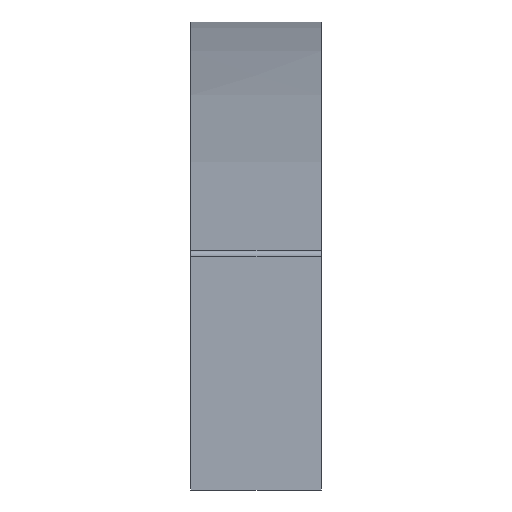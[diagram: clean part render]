
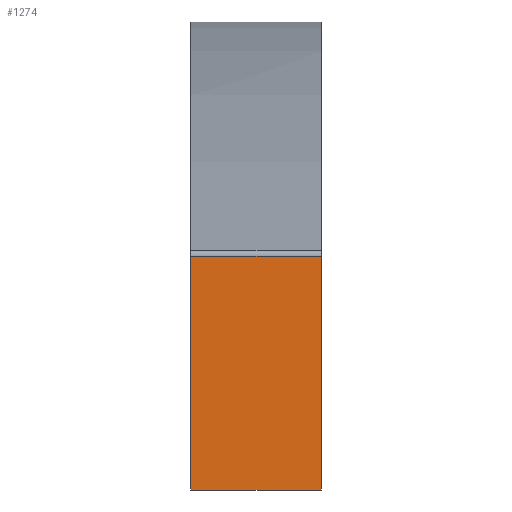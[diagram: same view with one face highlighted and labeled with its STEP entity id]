
A CAD part, left-side view. The second image highlights one B-rep face of the part: STEP entity #1274.
In plain terms, the highlighted planar face has unit normal (-1, 0, 0).
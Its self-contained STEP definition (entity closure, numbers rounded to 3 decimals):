
#32 = PLANE('',#33);
#33 = AXIS2_PLACEMENT_3D('',#34,#35,#36);
#34 = CARTESIAN_POINT('',(228.883,11.,119.071));
#35 = DIRECTION('',(0.,1.,0.));
#36 = DIRECTION('',(0.,0.,1.));
#199 = VERTEX_POINT('',#200);
#200 = CARTESIAN_POINT('',(3.113,11.,76.02));
#214 = PLANE('',#215);
#215 = AXIS2_PLACEMENT_3D('',#216,#217,#218);
#216 = CARTESIAN_POINT('',(23.113,11.,76.02));
#217 = DIRECTION('',(-0.,0.,-1.));
#218 = DIRECTION('',(-1.,0.,0.));
#226 = EDGE_CURVE('',#199,#227,#229,.T.);
#227 = VERTEX_POINT('',#228);
#228 = CARTESIAN_POINT('',(3.113,11.,115.31));
#229 = SURFACE_CURVE('',#230,(#234,#241),.PCURVE_S1.);
#230 = LINE('',#231,#232);
#231 = CARTESIAN_POINT('',(3.113,11.,76.02));
#232 = VECTOR('',#233,1.);
#233 = DIRECTION('',(0.,0.,1.));
#234 = PCURVE('',#32,#235);
#235 = DEFINITIONAL_REPRESENTATION('',(#236),#240);
#236 = LINE('',#237,#238);
#237 = CARTESIAN_POINT('',(-43.051,-225.77));
#238 = VECTOR('',#239,1.);
#239 = DIRECTION('',(1.,0.));
#240 = ( GEOMETRIC_REPRESENTATION_CONTEXT(2) 
PARAMETRIC_REPRESENTATION_CONTEXT() REPRESENTATION_CONTEXT('2D SPACE',''
  ) );
#241 = PCURVE('',#242,#247);
#242 = PLANE('',#243);
#243 = AXIS2_PLACEMENT_3D('',#244,#245,#246);
#244 = CARTESIAN_POINT('',(3.113,11.,76.02));
#245 = DIRECTION('',(-1.,0.,0.));
#246 = DIRECTION('',(0.,0.,1.));
#247 = DEFINITIONAL_REPRESENTATION('',(#248),#252);
#248 = LINE('',#249,#250);
#249 = CARTESIAN_POINT('',(0.,0.));
#250 = VECTOR('',#251,1.);
#251 = DIRECTION('',(1.,0.));
#252 = ( GEOMETRIC_REPRESENTATION_CONTEXT(2) 
PARAMETRIC_REPRESENTATION_CONTEXT() REPRESENTATION_CONTEXT('2D SPACE',''
  ) );
#300 = ( BOUNDED_SURFACE() B_SPLINE_SURFACE(2,2,(
    (#301,#302,#303,#304,#305)
    ,(#306,#307,#308,#309,#310)
    ,(#311,#312,#313,#314,#315
)),.UNSPECIFIED.,.F.,.F.,.F.) B_SPLINE_SURFACE_WITH_KNOTS((3,3),(3,1,1,3
    ),(0.,22.),(-1.346,0.,22.,23.346),.UNSPECIFIED.) 
GEOMETRIC_REPRESENTATION_ITEM() RATIONAL_B_SPLINE_SURFACE((
    (1.,1.,1.,1.,1.)
    ,(0.815,0.815,0.815,0.815
      ,0.815)
,(1.,1.,1.,1.,1.))) REPRESENTATION_ITEM('') SURFACE() );
#301 = CARTESIAN_POINT('',(3.784,12.346,116.254));
#302 = CARTESIAN_POINT('',(3.784,11.673,116.254));
#303 = CARTESIAN_POINT('',(3.784,0.,116.254));
#304 = CARTESIAN_POINT('',(3.784,-11.673,116.254));
#305 = CARTESIAN_POINT('',(3.784,-12.346,116.254));
#306 = CARTESIAN_POINT('',(3.113,12.346,116.02));
#307 = CARTESIAN_POINT('',(3.113,11.673,116.02));
#308 = CARTESIAN_POINT('',(3.113,0.,116.02));
#309 = CARTESIAN_POINT('',(3.113,-11.673,116.02));
#310 = CARTESIAN_POINT('',(3.113,-12.346,116.02));
#311 = CARTESIAN_POINT('',(3.113,12.346,115.31));
#312 = CARTESIAN_POINT('',(3.113,11.673,115.31));
#313 = CARTESIAN_POINT('',(3.113,0.,115.31));
#314 = CARTESIAN_POINT('',(3.113,-11.673,115.31));
#315 = CARTESIAN_POINT('',(3.113,-12.346,115.31));
#530 = PLANE('',#531);
#531 = AXIS2_PLACEMENT_3D('',#532,#533,#534);
#532 = CARTESIAN_POINT('',(228.883,-11.,119.071));
#533 = DIRECTION('',(0.,1.,0.));
#534 = DIRECTION('',(0.,0.,1.));
#1123 = VERTEX_POINT('',#1124);
#1124 = CARTESIAN_POINT('',(3.113,-11.,76.02));
#1145 = EDGE_CURVE('',#199,#1123,#1146,.T.);
#1146 = SURFACE_CURVE('',#1147,(#1151,#1158),.PCURVE_S1.);
#1147 = LINE('',#1148,#1149);
#1148 = CARTESIAN_POINT('',(3.113,11.,76.02));
#1149 = VECTOR('',#1150,1.);
#1150 = DIRECTION('',(0.,-1.,0.));
#1151 = PCURVE('',#214,#1152);
#1152 = DEFINITIONAL_REPRESENTATION('',(#1153),#1157);
#1153 = LINE('',#1154,#1155);
#1154 = CARTESIAN_POINT('',(20.,0.));
#1155 = VECTOR('',#1156,1.);
#1156 = DIRECTION('',(0.,-1.));
#1157 = ( GEOMETRIC_REPRESENTATION_CONTEXT(2) 
PARAMETRIC_REPRESENTATION_CONTEXT() REPRESENTATION_CONTEXT('2D SPACE',''
  ) );
#1158 = PCURVE('',#242,#1159);
#1159 = DEFINITIONAL_REPRESENTATION('',(#1160),#1164);
#1160 = LINE('',#1161,#1162);
#1161 = CARTESIAN_POINT('',(0.,0.));
#1162 = VECTOR('',#1163,1.);
#1163 = DIRECTION('',(0.,-1.));
#1164 = ( GEOMETRIC_REPRESENTATION_CONTEXT(2) 
PARAMETRIC_REPRESENTATION_CONTEXT() REPRESENTATION_CONTEXT('2D SPACE',''
  ) );
#1274 = ADVANCED_FACE('',(#1275),#242,.T.);
#1275 = FACE_BOUND('',#1276,.T.);
#1276 = EDGE_LOOP('',(#1277,#1278,#1279,#1302));
#1277 = ORIENTED_EDGE('',*,*,#226,.F.);
#1278 = ORIENTED_EDGE('',*,*,#1145,.T.);
#1279 = ORIENTED_EDGE('',*,*,#1280,.T.);
#1280 = EDGE_CURVE('',#1123,#1281,#1283,.T.);
#1281 = VERTEX_POINT('',#1282);
#1282 = CARTESIAN_POINT('',(3.113,-11.,115.31));
#1283 = SURFACE_CURVE('',#1284,(#1288,#1295),.PCURVE_S1.);
#1284 = LINE('',#1285,#1286);
#1285 = CARTESIAN_POINT('',(3.113,-11.,76.02));
#1286 = VECTOR('',#1287,1.);
#1287 = DIRECTION('',(0.,0.,1.));
#1288 = PCURVE('',#242,#1289);
#1289 = DEFINITIONAL_REPRESENTATION('',(#1290),#1294);
#1290 = LINE('',#1291,#1292);
#1291 = CARTESIAN_POINT('',(0.,-22.));
#1292 = VECTOR('',#1293,1.);
#1293 = DIRECTION('',(1.,0.));
#1294 = ( GEOMETRIC_REPRESENTATION_CONTEXT(2) 
PARAMETRIC_REPRESENTATION_CONTEXT() REPRESENTATION_CONTEXT('2D SPACE',''
  ) );
#1295 = PCURVE('',#530,#1296);
#1296 = DEFINITIONAL_REPRESENTATION('',(#1297),#1301);
#1297 = LINE('',#1298,#1299);
#1298 = CARTESIAN_POINT('',(-43.051,-225.77));
#1299 = VECTOR('',#1300,1.);
#1300 = DIRECTION('',(1.,0.));
#1301 = ( GEOMETRIC_REPRESENTATION_CONTEXT(2) 
PARAMETRIC_REPRESENTATION_CONTEXT() REPRESENTATION_CONTEXT('2D SPACE',''
  ) );
#1302 = ORIENTED_EDGE('',*,*,#1303,.F.);
#1303 = EDGE_CURVE('',#227,#1281,#1304,.T.);
#1304 = SURFACE_CURVE('',#1305,(#1311,#1320),.PCURVE_S1.);
#1305 = B_SPLINE_CURVE_WITH_KNOTS('',2,(#1306,#1307,#1308,#1309,#1310),
  .UNSPECIFIED.,.F.,.F.,(3,1,1,3),(-1.346,0.,22.,23.346),
  .UNSPECIFIED.);
#1306 = CARTESIAN_POINT('',(3.113,12.346,115.31));
#1307 = CARTESIAN_POINT('',(3.113,11.673,115.31));
#1308 = CARTESIAN_POINT('',(3.113,0.,115.31));
#1309 = CARTESIAN_POINT('',(3.113,-11.673,115.31));
#1310 = CARTESIAN_POINT('',(3.113,-12.346,115.31));
#1311 = PCURVE('',#242,#1312);
#1312 = DEFINITIONAL_REPRESENTATION('',(#1313),#1319);
#1313 = B_SPLINE_CURVE_WITH_KNOTS('',2,(#1314,#1315,#1316,#1317,#1318),
  .UNSPECIFIED.,.F.,.F.,(3,1,1,3),(-1.346,0.,22.,23.346),
  .UNSPECIFIED.);
#1314 = CARTESIAN_POINT('',(39.29,1.346));
#1315 = CARTESIAN_POINT('',(39.29,0.673));
#1316 = CARTESIAN_POINT('',(39.29,-11.));
#1317 = CARTESIAN_POINT('',(39.29,-22.673));
#1318 = CARTESIAN_POINT('',(39.29,-23.346));
#1319 = ( GEOMETRIC_REPRESENTATION_CONTEXT(2) 
PARAMETRIC_REPRESENTATION_CONTEXT() REPRESENTATION_CONTEXT('2D SPACE',''
  ) );
#1320 = PCURVE('',#300,#1321);
#1321 = DEFINITIONAL_REPRESENTATION('',(#1322),#1326);
#1322 = LINE('',#1323,#1324);
#1323 = CARTESIAN_POINT('',(22.,0.));
#1324 = VECTOR('',#1325,1.);
#1325 = DIRECTION('',(0.,1.));
#1326 = ( GEOMETRIC_REPRESENTATION_CONTEXT(2) 
PARAMETRIC_REPRESENTATION_CONTEXT() REPRESENTATION_CONTEXT('2D SPACE',''
  ) );
